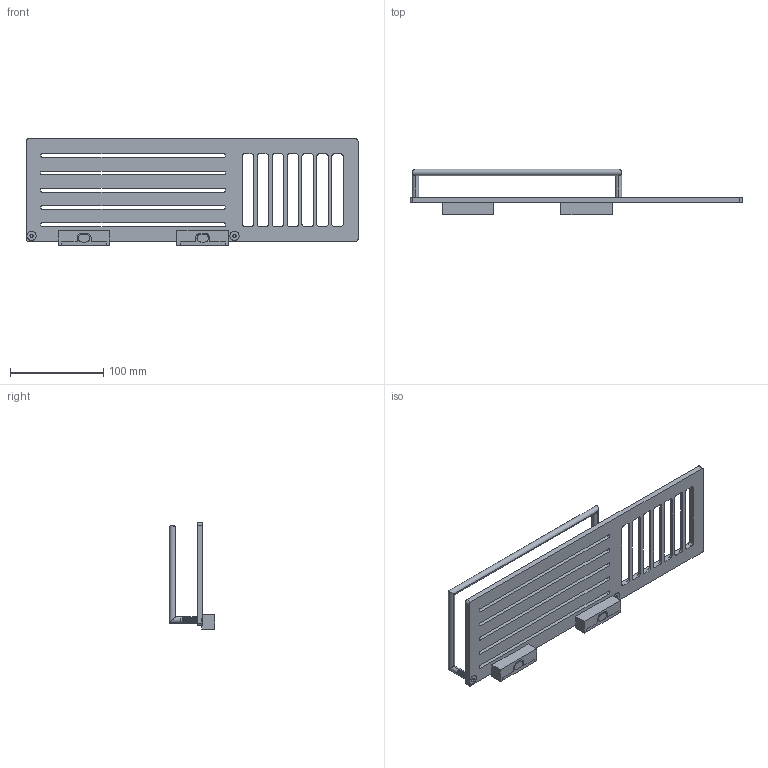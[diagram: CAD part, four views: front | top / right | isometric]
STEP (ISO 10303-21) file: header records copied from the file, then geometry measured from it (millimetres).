
FILE_DESCRIPTION((''),'2;1');
FILE_NAME('28501','2022-02-14T14:43:25',('jinson.thomas'),(''),'CREO PARAMETRIC BY PTC INC, 2018400','CREO PARAMETRIC BY PTC INC, 2018400','');
FILE_SCHEMA(('CONFIG_CONTROL_DESIGN'));
Length unit declared in the file: inch
Products named in the file (1): 28501
Bounding box: 355.6 x 49 x 114.02 mm (x, y, z)
Volume: 199754.7 mm3; surface area: 101034 mm2
Topology: 1 solids, 1 shells, 374 faces, 1046 edges, 674 vertices
Faces by surface type: cylinder 200, plane 104, bspline 46, cone 24
Entity records: 43677 total; most frequent: CARTESIAN_POINT 34615, ORIENTED_EDGE 2092, DIRECTION 1562, EDGE_CURVE 1046, VERTEX_POINT 674, VECTOR 522, LINE 522, AXIS2_PLACEMENT_3D 520
